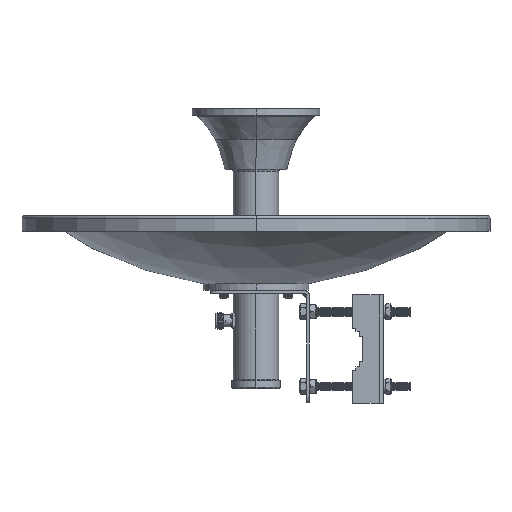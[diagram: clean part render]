
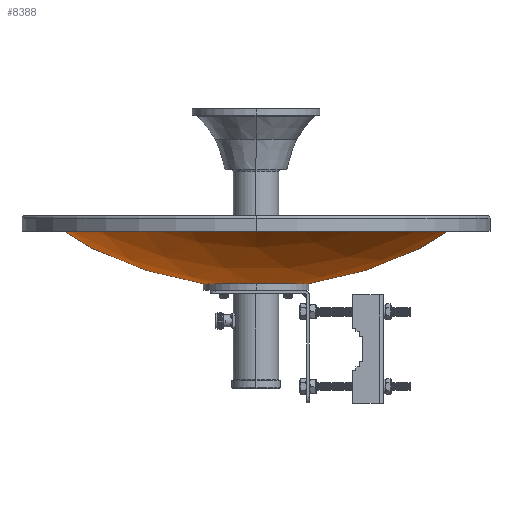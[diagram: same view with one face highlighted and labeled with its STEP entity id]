
A CAD part, front view. The second image highlights one B-rep face of the part: STEP entity #8388.
In plain terms, the highlighted spherical face has radius 338.24 mm.
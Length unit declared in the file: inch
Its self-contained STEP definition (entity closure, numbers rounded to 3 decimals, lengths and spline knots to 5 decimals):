
#2091 = AXIS2_PLACEMENT_3D ( 'NONE', #16278, #16287, #16288 ) ;
#3142 = AXIS2_PLACEMENT_3D ( 'NONE', #10811, #10812, #10813 ) ;
#3143 = AXIS2_PLACEMENT_3D ( 'NONE', #10814, #10815, #10816 ) ;
#3166 = AXIS2_PLACEMENT_3D ( 'NONE', #10887, #10888, #10889 ) ;
#3169 = AXIS2_PLACEMENT_3D ( 'NONE', #10896, #10897, #10898 ) ;
#3172 = AXIS2_PLACEMENT_3D ( 'NONE', #10907, #10908, #10909 ) ;
#3174 = AXIS2_PLACEMENT_3D ( 'NONE', #10915, #10916, #10917 ) ;
#8388 = ADVANCED_FACE ( 'NONE', ( #14559 ), #14561, .T. ) ;
#10659 = CIRCLE ( 'NONE', #3142, 1.948 ) ;
#10668 = CIRCLE ( 'NONE', #3143, 7.88417 ) ;
#10811 = CARTESIAN_POINT ( 'NONE',  ( 0., 2.50932, 0. ) ) ;
#10812 = DIRECTION ( 'NONE',  ( 0., -1., 0. ) ) ;
#10813 = DIRECTION ( 'NONE',  ( 0., 0., -1. ) ) ;
#10814 = CARTESIAN_POINT ( 'NONE',  ( 0., 0.06776, 0. ) ) ;
#10815 = DIRECTION ( 'NONE',  ( 0., -1., 0. ) ) ;
#10816 = DIRECTION ( 'NONE',  ( 0., 0., -1. ) ) ;
#10887 = CARTESIAN_POINT ( 'NONE',  ( 0., 0.06776, 0. ) ) ;
#10888 = DIRECTION ( 'NONE',  ( 0., -1., 0. ) ) ;
#10889 = DIRECTION ( 'NONE',  ( 0., 0., -1. ) ) ;
#10896 = CARTESIAN_POINT ( 'NONE',  ( 0., -10.66397, 0. ) ) ;
#10897 = DIRECTION ( 'NONE',  ( 0., 0., -1. ) ) ;
#10898 = DIRECTION ( 'NONE',  ( -1., 0., 0. ) ) ;
#10907 = CARTESIAN_POINT ( 'NONE',  ( 0., -10.66397, 0. ) ) ;
#10908 = DIRECTION ( 'NONE',  ( 0., 0., 1. ) ) ;
#10909 = DIRECTION ( 'NONE',  ( 1., 0., 0. ) ) ;
#10915 = CARTESIAN_POINT ( 'NONE',  ( 0., 2.50932, 0. ) ) ;
#10916 = DIRECTION ( 'NONE',  ( 0., -1., 0. ) ) ;
#10917 = DIRECTION ( 'NONE',  ( 0., 0., -1. ) ) ;
#11728 = CIRCLE ( 'NONE', #3166, 7.88417 ) ;
#11731 = CIRCLE ( 'NONE', #3169, 13.31654 ) ;
#11734 = CIRCLE ( 'NONE', #3172, 13.31654 ) ;
#11737 = CIRCLE ( 'NONE', #3174, 1.948 ) ;
#14559 = FACE_OUTER_BOUND ( 'NONE', #38945, .T. ) ;
#14561 = SPHERICAL_SURFACE ( 'NONE', #2091, 13.31654 ) ;
#16278 = CARTESIAN_POINT ( 'NONE',  ( 0., -10.66397, 0. ) ) ;
#16287 = DIRECTION ( 'NONE',  ( 0., 0., 1. ) ) ;
#16288 = DIRECTION ( 'NONE',  ( 1., 0., 0. ) ) ;
#25949 = VERTEX_POINT ( 'NONE', #29296 ) ;
#25975 = VERTEX_POINT ( 'NONE', #29316 ) ;
#25979 = VERTEX_POINT ( 'NONE', #29318 ) ;
#25980 = VERTEX_POINT ( 'NONE', #29320 ) ;
#25982 = VERTEX_POINT ( 'NONE', #29324 ) ;
#25984 = VERTEX_POINT ( 'NONE', #29326 ) ;
#29296 = CARTESIAN_POINT ( 'NONE',  ( 0., 2.50932, -1.948 ) ) ;
#29316 = CARTESIAN_POINT ( 'NONE',  ( 1.948, 2.50932, 0. ) ) ;
#29318 = CARTESIAN_POINT ( 'NONE',  ( 7.88417, 0.06776, 0. ) ) ;
#29320 = CARTESIAN_POINT ( 'NONE',  ( -1.948, 2.50932, 0. ) ) ;
#29324 = CARTESIAN_POINT ( 'NONE',  ( -7.88417, 0.06776, 0. ) ) ;
#29326 = CARTESIAN_POINT ( 'NONE',  ( 0., 0.06776, -7.88417 ) ) ;
#34284 = EDGE_CURVE ( 'NONE', #25980, #25949, #10659, .T. ) ;
#34285 = EDGE_CURVE ( 'NONE', #25984, #25979, #10668, .T. ) ;
#34310 = EDGE_CURVE ( 'NONE', #25982, #25984, #11728, .T. ) ;
#34313 = EDGE_CURVE ( 'NONE', #25975, #25979, #11731, .T. ) ;
#34316 = EDGE_CURVE ( 'NONE', #25980, #25982, #11734, .T. ) ;
#34319 = EDGE_CURVE ( 'NONE', #25949, #25975, #11737, .T. ) ;
#38895 = ORIENTED_EDGE ( 'NONE', *, *, #34310, .F. ) ;
#38899 = ORIENTED_EDGE ( 'NONE', *, *, #34313, .T. ) ;
#38928 = ORIENTED_EDGE ( 'NONE', *, *, #34285, .F. ) ;
#38945 = EDGE_LOOP ( 'NONE', ( #40867, #40784, #40839, #38899, #38928, #38895 ) ) ;
#40784 = ORIENTED_EDGE ( 'NONE', *, *, #34284, .T. ) ;
#40839 = ORIENTED_EDGE ( 'NONE', *, *, #34319, .T. ) ;
#40867 = ORIENTED_EDGE ( 'NONE', *, *, #34316, .F. ) ;
